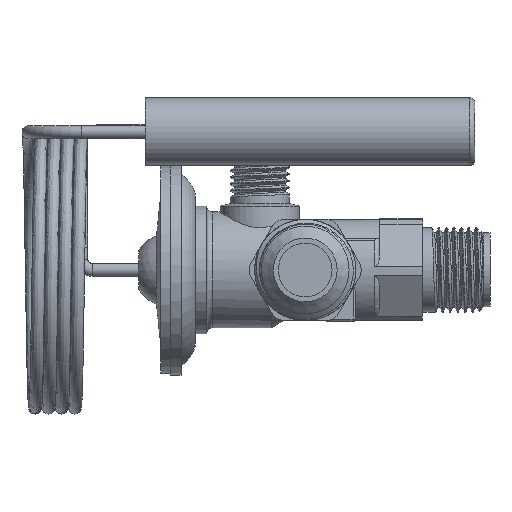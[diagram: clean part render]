
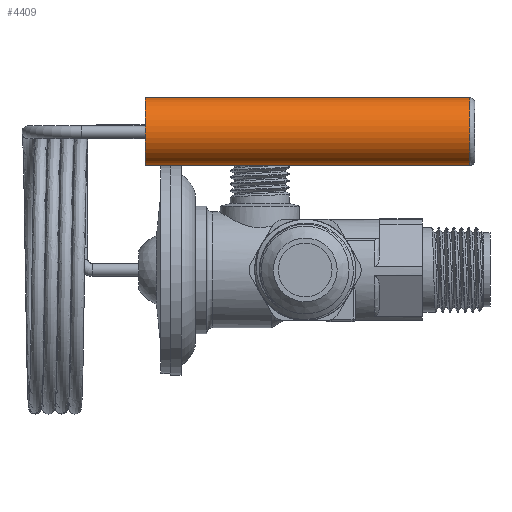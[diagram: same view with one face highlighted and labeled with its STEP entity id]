
A CAD part, left-side view. The second image highlights one B-rep face of the part: STEP entity #4409.
In plain terms, the highlighted cylindrical face has radius 6.35 mm (diameter 12.7 mm), a full revolution.
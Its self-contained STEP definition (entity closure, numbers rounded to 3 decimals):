
#473=FACE_OUTER_BOUND('',#742,.T.);
#742=EDGE_LOOP('',(#4010,#4011,#4012,#4013,#4014,#4015));
#982=CIRCLE('',#4905,6.35);
#983=CIRCLE('',#4906,6.35);
#996=CIRCLE('',#4924,6.35);
#997=CIRCLE('',#4925,6.35);
#1367=LINE('',#17199,#1616);
#1616=VECTOR('',#6159,6.35);
#2043=VERTEX_POINT('',#14699);
#2044=VERTEX_POINT('',#14700);
#2056=VERTEX_POINT('',#17198);
#2057=VERTEX_POINT('',#17200);
#2695=EDGE_CURVE('',#2043,#2044,#982,.T.);
#2696=EDGE_CURVE('',#2044,#2043,#983,.T.);
#2714=EDGE_CURVE('',#2044,#2056,#1367,.T.);
#2715=EDGE_CURVE('',#2056,#2057,#996,.T.);
#2716=EDGE_CURVE('',#2057,#2056,#997,.T.);
#4010=ORIENTED_EDGE('',*,*,#2695,.F.);
#4011=ORIENTED_EDGE('',*,*,#2696,.F.);
#4012=ORIENTED_EDGE('',*,*,#2714,.T.);
#4013=ORIENTED_EDGE('',*,*,#2715,.T.);
#4014=ORIENTED_EDGE('',*,*,#2716,.T.);
#4015=ORIENTED_EDGE('',*,*,#2714,.F.);
#4165=CYLINDRICAL_SURFACE('',#4923,6.35);
#4409=ADVANCED_FACE('',(#473),#4165,.T.);
#4905=AXIS2_PLACEMENT_3D('',#14701,#6118,#6119);
#4906=AXIS2_PLACEMENT_3D('',#14702,#6120,#6121);
#4923=AXIS2_PLACEMENT_3D('',#17197,#6157,#6158);
#4924=AXIS2_PLACEMENT_3D('',#17201,#6160,#6161);
#4925=AXIS2_PLACEMENT_3D('',#17202,#6162,#6163);
#6118=DIRECTION('center_axis',(0.,1.,0.));
#6119=DIRECTION('ref_axis',(-1.,0.,0.));
#6120=DIRECTION('center_axis',(0.,1.,0.));
#6121=DIRECTION('ref_axis',(-1.,0.,0.));
#6157=DIRECTION('center_axis',(0.,1.,0.));
#6158=DIRECTION('ref_axis',(-1.,0.,0.));
#6159=DIRECTION('',(0.,-1.,0.));
#6160=DIRECTION('center_axis',(0.,1.,0.));
#6161=DIRECTION('ref_axis',(1.,0.,0.));
#6162=DIRECTION('center_axis',(0.,1.,0.));
#6163=DIRECTION('ref_axis',(1.,0.,0.));
#14699=CARTESIAN_POINT('',(-74.08,26.138,101.521));
#14700=CARTESIAN_POINT('',(-61.38,26.138,101.521));
#14701=CARTESIAN_POINT('Origin',(-67.73,26.138,101.521));
#14702=CARTESIAN_POINT('Origin',(-67.73,26.138,101.521));
#17197=CARTESIAN_POINT('Origin',(-67.73,17.301,101.521));
#17198=CARTESIAN_POINT('',(-61.38,-34.862,101.521));
#17199=CARTESIAN_POINT('',(-61.38,17.301,101.521));
#17200=CARTESIAN_POINT('',(-74.08,-34.862,101.521));
#17201=CARTESIAN_POINT('Origin',(-67.73,-34.862,101.521));
#17202=CARTESIAN_POINT('Origin',(-67.73,-34.862,101.521));
